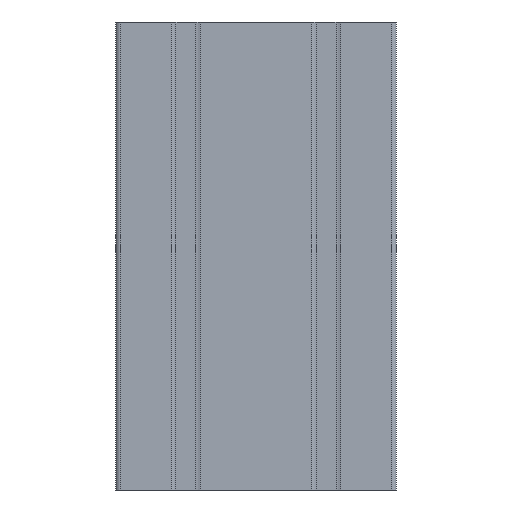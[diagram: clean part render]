
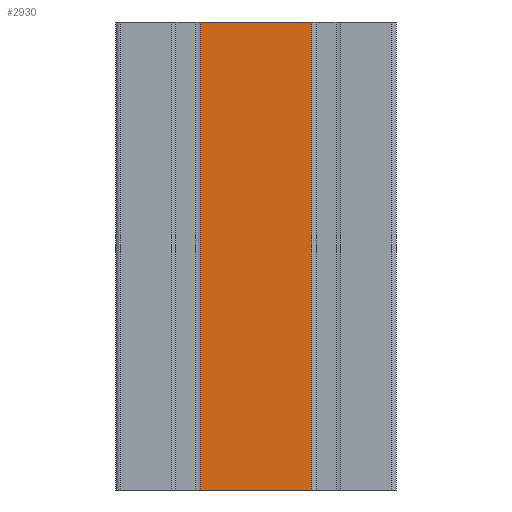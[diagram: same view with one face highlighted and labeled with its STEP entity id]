
A CAD part, left-side view. The second image highlights one B-rep face of the part: STEP entity #2930.
In plain terms, the highlighted planar face has unit normal (-1, 0, 0).
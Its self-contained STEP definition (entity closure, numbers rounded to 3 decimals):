
#909=CARTESIAN_POINT('',(-30.,-11.9,0.0));
#910=VERTEX_POINT('',#909);
#917=CARTESIAN_POINT('',(-30.,11.9,0.0));
#918=VERTEX_POINT('',#917);
#919=CARTESIAN_POINT('',(-30.,-11.9,0.0));
#920=DIRECTION('',(0.,1.0,0.0));
#921=VECTOR('',#920,23.8);
#922=LINE('',#919,#921);
#923=EDGE_CURVE('',#910,#918,#922,.T.);
#2647=CARTESIAN_POINT('',(-30.,11.9,100.0));
#2648=VERTEX_POINT('',#2647);
#2649=CARTESIAN_POINT('',(-30.,11.9,100.0));
#2650=DIRECTION('',(0.0,0.0,-1.0));
#2651=VECTOR('',#2650,100.0);
#2652=LINE('',#2649,#2651);
#2653=EDGE_CURVE('',#2648,#918,#2652,.T.);
#2807=CARTESIAN_POINT('',(-30.,-11.9,100.0));
#2808=VERTEX_POINT('',#2807);
#2815=CARTESIAN_POINT('',(-30.,-11.9,0.0));
#2816=DIRECTION('',(0.0,0.0,1.0));
#2817=VECTOR('',#2816,100.0);
#2818=LINE('',#2815,#2817);
#2819=EDGE_CURVE('',#910,#2808,#2818,.T.);
#2914=CARTESIAN_POINT('',(-30.,18.1,0.0));
#2915=DIRECTION('',(-1.0,0.,0.0));
#2916=DIRECTION('',(0.0,0.0,1.0));
#2917=AXIS2_PLACEMENT_3D('',#2914,#2915,#2916);
#2918=PLANE('',#2917);
#2919=ORIENTED_EDGE('',*,*,#2653,.T.);
#2920=ORIENTED_EDGE('',*,*,#923,.F.);
#2921=ORIENTED_EDGE('',*,*,#2819,.T.);
#2922=CARTESIAN_POINT('',(-30.,-11.9,100.0));
#2923=DIRECTION('',(0.,1.0,0.0));
#2924=VECTOR('',#2923,23.8);
#2925=LINE('',#2922,#2924);
#2926=EDGE_CURVE('',#2808,#2648,#2925,.T.);
#2927=ORIENTED_EDGE('',*,*,#2926,.T.);
#2928=EDGE_LOOP('',(#2919,#2920,#2921,#2927));
#2929=FACE_OUTER_BOUND('',#2928,.T.);
#2930=ADVANCED_FACE('',(#2929),#2918,.T.);
